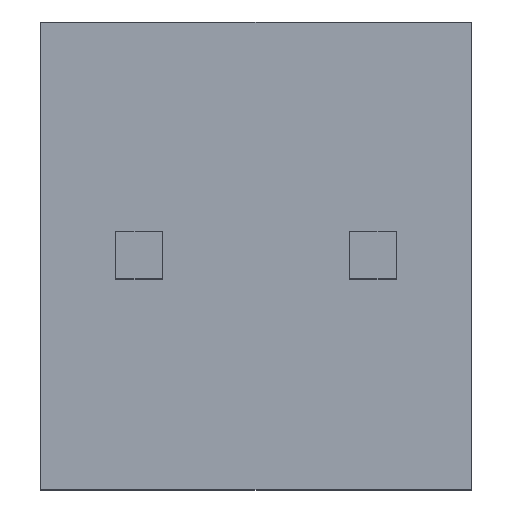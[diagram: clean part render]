
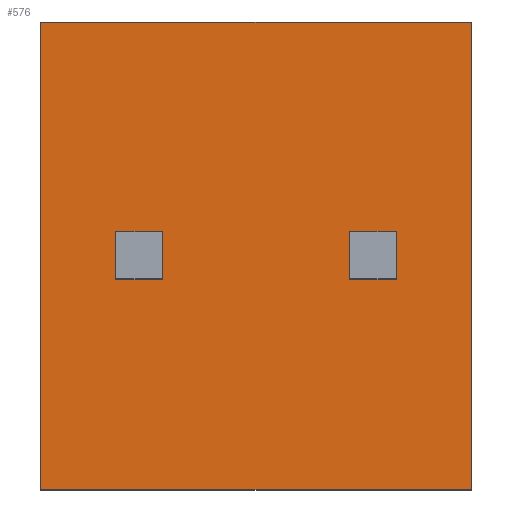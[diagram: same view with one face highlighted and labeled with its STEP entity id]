
A CAD part, top view. The second image highlights one B-rep face of the part: STEP entity #576.
In plain terms, the highlighted planar face has unit normal (0, 0, 1).
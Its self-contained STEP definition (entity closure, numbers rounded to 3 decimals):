
#113=DIRECTION('',(-1.,0.,0.));
#114=VECTOR('',#113,4.6);
#115=CARTESIAN_POINT('',(2.3,2.5,2.));
#116=LINE('',#115,#114);
#117=DIRECTION('',(0.,1.,0.));
#118=VECTOR('',#117,5.);
#119=CARTESIAN_POINT('',(2.3,-2.5,2.));
#120=LINE('',#119,#118);
#121=DIRECTION('',(1.,0.,0.));
#122=VECTOR('',#121,4.6);
#123=CARTESIAN_POINT('',(-2.3,-2.5,2.));
#124=LINE('',#123,#122);
#125=DIRECTION('',(0.,-1.,0.));
#126=VECTOR('',#125,5.);
#127=CARTESIAN_POINT('',(-2.3,2.5,2.));
#128=LINE('',#127,#126);
#129=DIRECTION('',(0.,-1.,0.));
#130=VECTOR('',#129,0.5);
#131=CARTESIAN_POINT('',(1.5,0.25,2.));
#132=LINE('',#131,#130);
#133=DIRECTION('',(1.,0.,0.));
#134=VECTOR('',#133,0.5);
#135=CARTESIAN_POINT('',(1.,0.25,2.));
#136=LINE('',#135,#134);
#137=DIRECTION('',(0.,1.,0.));
#138=VECTOR('',#137,0.5);
#139=CARTESIAN_POINT('',(1.,-0.25,2.));
#140=LINE('',#139,#138);
#141=DIRECTION('',(-1.,0.,0.));
#142=VECTOR('',#141,0.5);
#143=CARTESIAN_POINT('',(1.5,-0.25,2.));
#144=LINE('',#143,#142);
#145=DIRECTION('',(1.,0.,0.));
#146=VECTOR('',#145,0.5);
#147=CARTESIAN_POINT('',(-1.5,0.25,2.));
#148=LINE('',#147,#146);
#149=DIRECTION('',(0.,1.,0.));
#150=VECTOR('',#149,0.5);
#151=CARTESIAN_POINT('',(-1.5,-0.25,2.));
#152=LINE('',#151,#150);
#153=DIRECTION('',(-1.,0.,0.));
#154=VECTOR('',#153,0.5);
#155=CARTESIAN_POINT('',(-1.,-0.25,2.));
#156=LINE('',#155,#154);
#157=DIRECTION('',(0.,-1.,0.));
#158=VECTOR('',#157,0.5);
#159=CARTESIAN_POINT('',(-1.,0.25,2.));
#160=LINE('',#159,#158);
#297=CARTESIAN_POINT('',(2.3,2.5,2.));
#298=CARTESIAN_POINT('',(-2.3,2.5,2.));
#299=VERTEX_POINT('',#297);
#300=VERTEX_POINT('',#298);
#301=CARTESIAN_POINT('',(-2.3,-2.5,2.));
#302=VERTEX_POINT('',#301);
#303=CARTESIAN_POINT('',(2.3,-2.5,2.));
#304=VERTEX_POINT('',#303);
#369=CARTESIAN_POINT('',(1.5,0.25,2.));
#370=CARTESIAN_POINT('',(1.5,-0.25,2.));
#371=VERTEX_POINT('',#369);
#372=VERTEX_POINT('',#370);
#373=CARTESIAN_POINT('',(1.,-0.25,2.));
#374=VERTEX_POINT('',#373);
#375=CARTESIAN_POINT('',(1.,0.25,2.));
#376=VERTEX_POINT('',#375);
#377=CARTESIAN_POINT('',(-1.5,0.25,2.));
#378=CARTESIAN_POINT('',(-1.,0.25,2.));
#379=VERTEX_POINT('',#377);
#380=VERTEX_POINT('',#378);
#381=CARTESIAN_POINT('',(-1.,-0.25,2.));
#382=VERTEX_POINT('',#381);
#383=CARTESIAN_POINT('',(-1.5,-0.25,2.));
#384=VERTEX_POINT('',#383);
#545=CARTESIAN_POINT('',(0.,0.,2.));
#546=DIRECTION('',(0.,0.,1.));
#547=DIRECTION('',(1.,0.,0.));
#548=AXIS2_PLACEMENT_3D('',#545,#546,#547);
#549=PLANE('',#548);
#550=ORIENTED_EDGE('',*,*,#458,.F.);
#551=ORIENTED_EDGE('',*,*,#512,.F.);
#552=ORIENTED_EDGE('',*,*,#526,.F.);
#553=ORIENTED_EDGE('',*,*,#539,.F.);
#554=EDGE_LOOP('',(#550,#551,#552,#553));
#555=FACE_OUTER_BOUND('',#554,.F.);
#557=ORIENTED_EDGE('',*,*,#556,.F.);
#559=ORIENTED_EDGE('',*,*,#558,.F.);
#561=ORIENTED_EDGE('',*,*,#560,.F.);
#563=ORIENTED_EDGE('',*,*,#562,.F.);
#564=EDGE_LOOP('',(#557,#559,#561,#563));
#565=FACE_BOUND('',#564,.F.);
#567=ORIENTED_EDGE('',*,*,#566,.F.);
#569=ORIENTED_EDGE('',*,*,#568,.F.);
#571=ORIENTED_EDGE('',*,*,#570,.F.);
#573=ORIENTED_EDGE('',*,*,#572,.F.);
#574=EDGE_LOOP('',(#567,#569,#571,#573));
#575=FACE_BOUND('',#574,.F.);
#576=ADVANCED_FACE('',(#555,#565,#575),#549,.T.);
#458=EDGE_CURVE('',#299,#300,#116,.T.);
#512=EDGE_CURVE('',#304,#299,#120,.T.);
#526=EDGE_CURVE('',#302,#304,#124,.T.);
#539=EDGE_CURVE('',#300,#302,#128,.T.);
#556=EDGE_CURVE('',#371,#372,#132,.T.);
#558=EDGE_CURVE('',#376,#371,#136,.T.);
#560=EDGE_CURVE('',#374,#376,#140,.T.);
#562=EDGE_CURVE('',#372,#374,#144,.T.);
#566=EDGE_CURVE('',#379,#380,#148,.T.);
#568=EDGE_CURVE('',#384,#379,#152,.T.);
#570=EDGE_CURVE('',#382,#384,#156,.T.);
#572=EDGE_CURVE('',#380,#382,#160,.T.);
